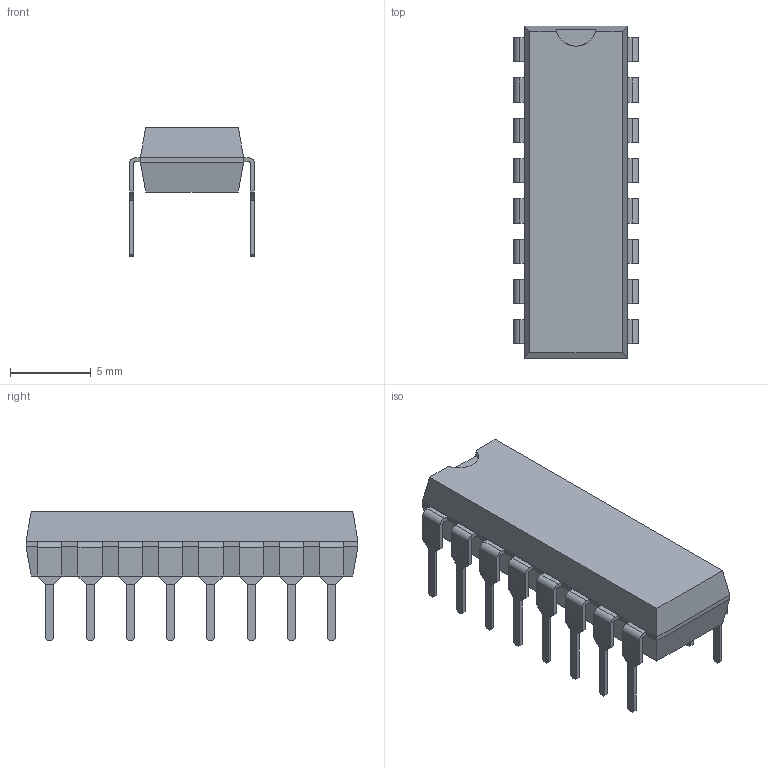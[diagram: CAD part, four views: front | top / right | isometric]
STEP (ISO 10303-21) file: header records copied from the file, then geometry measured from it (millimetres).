
FILE_DESCRIPTION( ( '' ), ' ' );
FILE_NAME( '5a14ba3da311890efaf2d69a.step', '2017-11-21T23:43:57', ( '' ), ( '' ), ' ', ' ', ' ' );
FILE_SCHEMA( ( 'AUTOMOTIVE_DESIGN { 1 0 10303 214 1 1 1 1 }' ) );
Length unit declared in the file: metre
Products named in the file (1): Open CASCADE STEP translator 6.8 1
Bounding box: 7.76 x 20.6 x 8 mm (x, y, z)
Volume: 518 mm3; surface area: 681.5 mm2
Topology: 1 solids, 1 shells, 320 faces, 770 edges, 468 vertices
Faces by surface type: plane 287, cylinder 33
Entity records: 15420 total; most frequent: CARTESIAN_POINT 1559, ORIENTED_EDGE 1540, DIRECTION 1480, STYLED_ITEM 1090, PRESENTATION_STYLE_ASSIGNMENT 1090, COLOUR_RGB 1090, EDGE_CURVE 770, CURVE_STYLE 770
